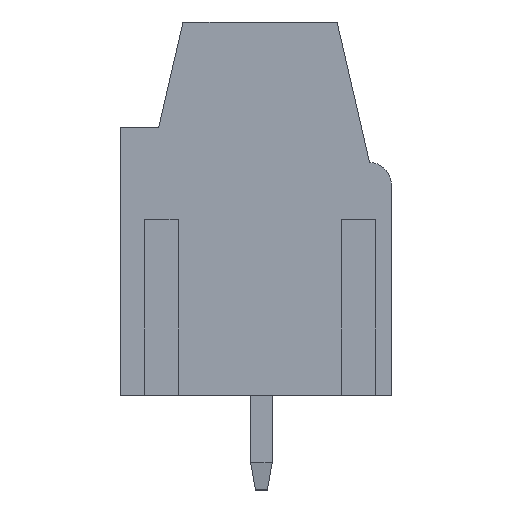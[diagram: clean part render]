
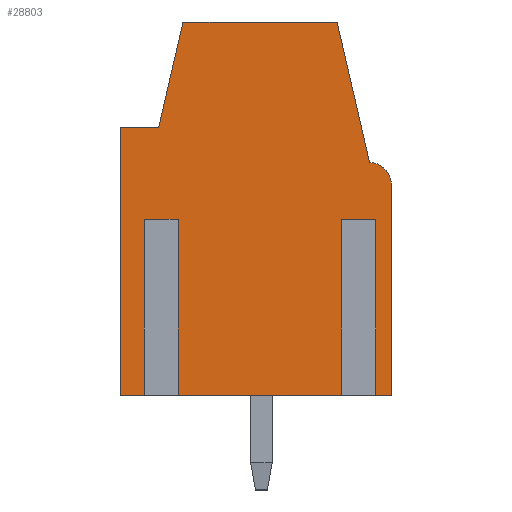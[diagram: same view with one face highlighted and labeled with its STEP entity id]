
A CAD part, left-side view. The second image highlights one B-rep face of the part: STEP entity #28803.
In plain terms, the highlighted planar face has unit normal (-1, 0, 0).
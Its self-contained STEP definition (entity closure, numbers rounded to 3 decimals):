
#28719=AXIS2_PLACEMENT_3D('Plane Axis2P3D',#28716,#28717,#28718) ;
#28749=AXIS2_PLACEMENT_3D('Circle Axis2P3D',#28747,#28748,$) ;
#27528=CARTESIAN_POINT('Vertex',(0.55,10.,13.4)) ;
#27612=CARTESIAN_POINT('Vertex',(0.55,10.,3.5)) ;
#27615=CARTESIAN_POINT('Line Origine',(0.55,10.,8.45)) ;
#27672=CARTESIAN_POINT('Vertex',(0.55,7.7,17.3)) ;
#27721=CARTESIAN_POINT('Vertex',(0.55,8.6,13.4)) ;
#27724=CARTESIAN_POINT('Line Origine',(0.55,8.15,15.35)) ;
#27793=CARTESIAN_POINT('Line Origine',(0.55,9.3,13.4)) ;
#28143=CARTESIAN_POINT('Vertex',(0.55,0.,3.5)) ;
#28146=CARTESIAN_POINT('Line Origine',(0.55,0.447,3.5)) ;
#28150=CARTESIAN_POINT('Vertex',(0.55,0.894,3.5)) ;
#28171=CARTESIAN_POINT('Vertex',(0.55,1.506,3.5)) ;
#28174=CARTESIAN_POINT('Line Origine',(0.55,4.85,3.5)) ;
#28178=CARTESIAN_POINT('Vertex',(0.55,8.194,3.5)) ;
#28199=CARTESIAN_POINT('Vertex',(0.55,8.806,3.5)) ;
#28202=CARTESIAN_POINT('Line Origine',(0.55,9.403,3.5)) ;
#28716=CARTESIAN_POINT('Axis2P3D Location',(0.55,10.,0.)) ;
#28721=CARTESIAN_POINT('Line Origine',(0.55,1.506,6.75)) ;
#28725=CARTESIAN_POINT('Vertex',(0.55,1.506,10.)) ;
#28728=CARTESIAN_POINT('Line Origine',(0.55,1.2,10.)) ;
#28732=CARTESIAN_POINT('Vertex',(0.55,0.894,10.)) ;
#28735=CARTESIAN_POINT('Line Origine',(0.55,0.894,6.75)) ;
#28740=CARTESIAN_POINT('Line Origine',(0.55,0.,7.4)) ;
#28744=CARTESIAN_POINT('Vertex',(0.55,0.,11.3)) ;
#28747=CARTESIAN_POINT('Axis2P3D Location',(0.55,0.8,11.3)) ;
#28751=CARTESIAN_POINT('Vertex',(0.55,0.8,12.1)) ;
#28754=CARTESIAN_POINT('Line Origine',(0.55,1.4,14.7)) ;
#28758=CARTESIAN_POINT('Vertex',(0.55,2.001,17.3)) ;
#28761=CARTESIAN_POINT('Line Origine',(0.55,4.85,17.3)) ;
#28766=CARTESIAN_POINT('Line Origine',(0.55,8.806,6.75)) ;
#28770=CARTESIAN_POINT('Vertex',(0.55,8.806,10.)) ;
#28773=CARTESIAN_POINT('Line Origine',(0.55,8.5,10.)) ;
#28777=CARTESIAN_POINT('Vertex',(0.55,8.194,10.)) ;
#28780=CARTESIAN_POINT('Line Origine',(0.55,8.194,6.75)) ;
#27616=DIRECTION('Vector Direction',(0.,0.,1.)) ;
#27725=DIRECTION('Vector Direction',(0.,-0.225,0.974)) ;
#27794=DIRECTION('Vector Direction',(0.,-1.,0.)) ;
#28147=DIRECTION('Vector Direction',(0.,1.,0.)) ;
#28175=DIRECTION('Vector Direction',(0.,1.,0.)) ;
#28203=DIRECTION('Vector Direction',(0.,1.,0.)) ;
#28717=DIRECTION('Axis2P3D Direction',(1.,0.,0.)) ;
#28718=DIRECTION('Axis2P3D XDirection',(0.,0.,-1.)) ;
#28722=DIRECTION('Vector Direction',(0.,0.,1.)) ;
#28729=DIRECTION('Vector Direction',(0.,1.,0.)) ;
#28736=DIRECTION('Vector Direction',(0.,0.,1.)) ;
#28741=DIRECTION('Vector Direction',(0.,0.,-1.)) ;
#28748=DIRECTION('Axis2P3D Direction',(1.,0.,0.)) ;
#28755=DIRECTION('Vector Direction',(0.,-0.225,-0.974)) ;
#28762=DIRECTION('Vector Direction',(0.,-1.,0.)) ;
#28767=DIRECTION('Vector Direction',(0.,0.,1.)) ;
#28774=DIRECTION('Vector Direction',(0.,1.,0.)) ;
#28781=DIRECTION('Vector Direction',(0.,0.,1.)) ;
#27617=VECTOR('Line Direction',#27616,1.) ;
#27726=VECTOR('Line Direction',#27725,1.) ;
#27795=VECTOR('Line Direction',#27794,1.) ;
#28148=VECTOR('Line Direction',#28147,1.) ;
#28176=VECTOR('Line Direction',#28175,1.) ;
#28204=VECTOR('Line Direction',#28203,1.) ;
#28723=VECTOR('Line Direction',#28722,1.) ;
#28730=VECTOR('Line Direction',#28729,1.) ;
#28737=VECTOR('Line Direction',#28736,1.) ;
#28742=VECTOR('Line Direction',#28741,1.) ;
#28756=VECTOR('Line Direction',#28755,1.) ;
#28763=VECTOR('Line Direction',#28762,1.) ;
#28768=VECTOR('Line Direction',#28767,1.) ;
#28775=VECTOR('Line Direction',#28774,1.) ;
#28782=VECTOR('Line Direction',#28781,1.) ;
#28786=ORIENTED_EDGE('',*,*,#28727,.T.) ;
#28787=ORIENTED_EDGE('',*,*,#28734,.F.) ;
#28788=ORIENTED_EDGE('',*,*,#28739,.F.) ;
#28789=ORIENTED_EDGE('',*,*,#28152,.F.) ;
#28790=ORIENTED_EDGE('',*,*,#28746,.F.) ;
#28791=ORIENTED_EDGE('',*,*,#28753,.F.) ;
#28792=ORIENTED_EDGE('',*,*,#28760,.F.) ;
#28793=ORIENTED_EDGE('',*,*,#28765,.F.) ;
#28794=ORIENTED_EDGE('',*,*,#27728,.F.) ;
#28795=ORIENTED_EDGE('',*,*,#27797,.F.) ;
#28796=ORIENTED_EDGE('',*,*,#27619,.F.) ;
#28797=ORIENTED_EDGE('',*,*,#28206,.F.) ;
#28798=ORIENTED_EDGE('',*,*,#28772,.T.) ;
#28799=ORIENTED_EDGE('',*,*,#28779,.F.) ;
#28800=ORIENTED_EDGE('',*,*,#28784,.F.) ;
#28801=ORIENTED_EDGE('',*,*,#28180,.F.) ;
#28803=ADVANCED_FACE('HOUSING',(#28802),#28720,.F.) ;
#28750=CIRCLE('generated circle',#28749,0.8) ;
#27619=EDGE_CURVE('',#27613,#27529,#27618,.T.) ;
#27728=EDGE_CURVE('',#27722,#27673,#27727,.T.) ;
#27797=EDGE_CURVE('',#27529,#27722,#27796,.T.) ;
#28152=EDGE_CURVE('',#28144,#28151,#28149,.T.) ;
#28180=EDGE_CURVE('',#28172,#28179,#28177,.T.) ;
#28206=EDGE_CURVE('',#28200,#27613,#28205,.T.) ;
#28727=EDGE_CURVE('',#28172,#28726,#28724,.T.) ;
#28734=EDGE_CURVE('',#28733,#28726,#28731,.T.) ;
#28739=EDGE_CURVE('',#28151,#28733,#28738,.T.) ;
#28746=EDGE_CURVE('',#28745,#28144,#28743,.T.) ;
#28753=EDGE_CURVE('',#28752,#28745,#28750,.T.) ;
#28760=EDGE_CURVE('',#28759,#28752,#28757,.T.) ;
#28765=EDGE_CURVE('',#27673,#28759,#28764,.T.) ;
#28772=EDGE_CURVE('',#28200,#28771,#28769,.T.) ;
#28779=EDGE_CURVE('',#28778,#28771,#28776,.T.) ;
#28784=EDGE_CURVE('',#28179,#28778,#28783,.T.) ;
#28785=EDGE_LOOP('',(#28786,#28787,#28788,#28789,#28790,#28791,#28792,#28793,#28794,#28795,#28796,#28797,#28798,#28799,#28800,#28801)) ;
#28802=FACE_OUTER_BOUND('',#28785,.T.) ;
#27618=LINE('Line',#27615,#27617) ;
#27727=LINE('Line',#27724,#27726) ;
#27796=LINE('Line',#27793,#27795) ;
#28149=LINE('Line',#28146,#28148) ;
#28177=LINE('Line',#28174,#28176) ;
#28205=LINE('Line',#28202,#28204) ;
#28724=LINE('Line',#28721,#28723) ;
#28731=LINE('Line',#28728,#28730) ;
#28738=LINE('Line',#28735,#28737) ;
#28743=LINE('Line',#28740,#28742) ;
#28757=LINE('Line',#28754,#28756) ;
#28764=LINE('Line',#28761,#28763) ;
#28769=LINE('Line',#28766,#28768) ;
#28776=LINE('Line',#28773,#28775) ;
#28783=LINE('Line',#28780,#28782) ;
#28720=PLANE('',#28719) ;
#27529=VERTEX_POINT('',#27528) ;
#27613=VERTEX_POINT('',#27612) ;
#27673=VERTEX_POINT('',#27672) ;
#27722=VERTEX_POINT('',#27721) ;
#28144=VERTEX_POINT('',#28143) ;
#28151=VERTEX_POINT('',#28150) ;
#28172=VERTEX_POINT('',#28171) ;
#28179=VERTEX_POINT('',#28178) ;
#28200=VERTEX_POINT('',#28199) ;
#28726=VERTEX_POINT('',#28725) ;
#28733=VERTEX_POINT('',#28732) ;
#28745=VERTEX_POINT('',#28744) ;
#28752=VERTEX_POINT('',#28751) ;
#28759=VERTEX_POINT('',#28758) ;
#28771=VERTEX_POINT('',#28770) ;
#28778=VERTEX_POINT('',#28777) ;
